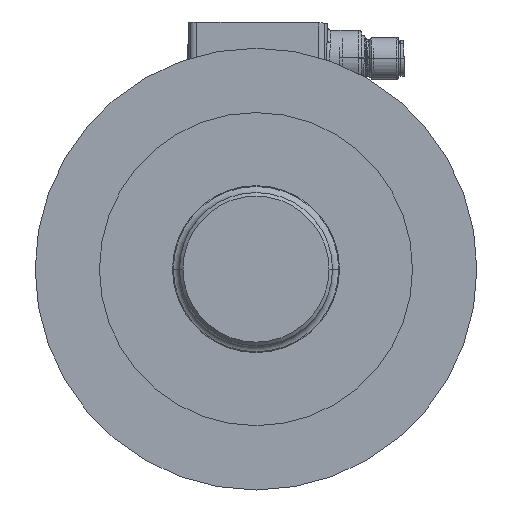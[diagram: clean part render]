
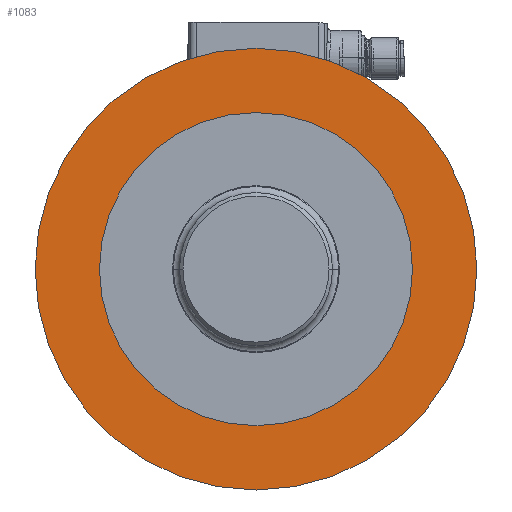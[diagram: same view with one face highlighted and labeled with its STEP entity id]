
A CAD part, front view. The second image highlights one B-rep face of the part: STEP entity #1083.
In plain terms, the highlighted face is planar.
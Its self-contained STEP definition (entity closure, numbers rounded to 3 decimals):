
#1083=ADVANCED_FACE('0:2251',(#2025,#2026),#2027,.T.);
#2025=FACE_OUTER_BOUND('',#3013,.T.);
#2026=FACE_BOUND('',#3014,.T.);
#2027=PLANE('',#3015);
#3013=EDGE_LOOP('',(#5151,#5152));
#3014=EDGE_LOOP('',(#5153,#5154));
#3015=AXIS2_PLACEMENT_3D('',#5155,#5156,#5157);
#5151=ORIENTED_EDGE('',*,*,#5967,.T.);
#5152=ORIENTED_EDGE('',*,*,#5791,.T.);
#5153=ORIENTED_EDGE('',*,*,#5343,.F.);
#5154=ORIENTED_EDGE('',*,*,#6035,.F.);
#5155=CARTESIAN_POINT('',(0.0,0.0,132.5));
#5156=DIRECTION('',(0.0,0.0,1.0));
#5157=DIRECTION('',(1.0,-0.0,0.0));
#5343=EDGE_CURVE('0:2383',#6272,#6267,#6274,.F.);
#5791=EDGE_CURVE('',#6985,#6989,#6991,.F.);
#5967=EDGE_CURVE('0:2395',#6989,#6985,#7226,.F.);
#6035=EDGE_CURVE('',#6267,#6272,#7304,.F.);
#6267=VERTEX_POINT('',#7647);
#6272=VERTEX_POINT('',#7653);
#6274=CIRCLE('',#7656,45.0);
#6985=VERTEX_POINT('',#8679);
#6989=VERTEX_POINT('',#8684);
#6991=CIRCLE('',#8687,63.5);
#7226=CIRCLE('',#9004,63.5);
#7304=CIRCLE('',#9136,45.0);
#7647=CARTESIAN_POINT('',(45.0,0.,132.5));
#7653=CARTESIAN_POINT('',(-45.0,0.,132.5));
#7656=AXIS2_PLACEMENT_3D('',#9414,#9415,#9416);
#8679=CARTESIAN_POINT('',(63.5,0.,132.5));
#8684=CARTESIAN_POINT('',(-63.5,0.,132.5));
#8687=AXIS2_PLACEMENT_3D('',#10150,#10151,#10152);
#9004=AXIS2_PLACEMENT_3D('',#10439,#10440,#10441);
#9136=AXIS2_PLACEMENT_3D('',#10521,#10522,#10523);
#9414=CARTESIAN_POINT('',(0.0,0.0,132.5));
#9415=DIRECTION('',(0.0,0.0,-1.0));
#9416=DIRECTION('',(1.0,0.0,0.0));
#10150=CARTESIAN_POINT('',(0.,0.,132.5));
#10151=DIRECTION('',(0.,0.,-1.0));
#10152=DIRECTION('',(-1.0,0.,0.));
#10439=CARTESIAN_POINT('',(0.,0.,132.5));
#10440=DIRECTION('',(0.,0.,-1.0));
#10441=DIRECTION('',(-1.0,0.,0.));
#10521=CARTESIAN_POINT('',(0.0,0.0,132.5));
#10522=DIRECTION('',(0.0,0.0,-1.0));
#10523=DIRECTION('',(1.0,0.0,0.0));
